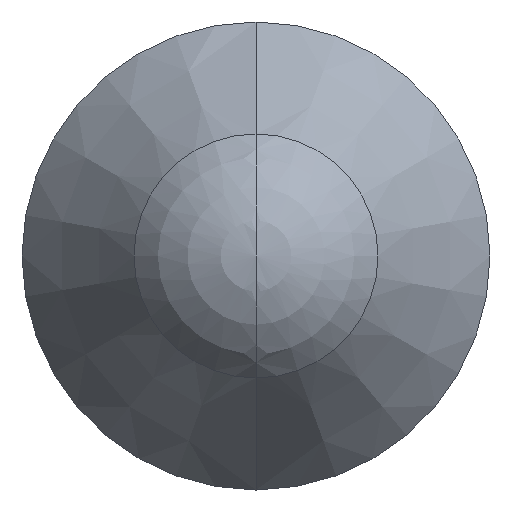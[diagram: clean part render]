
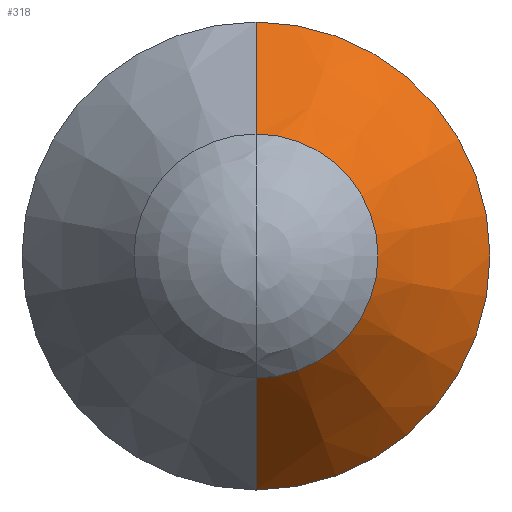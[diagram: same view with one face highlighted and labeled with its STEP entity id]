
A CAD part, left-side view. The second image highlights one B-rep face of the part: STEP entity #318.
In plain terms, the highlighted conical face has half-angle 35 degrees and reference radius 0.837 mm.
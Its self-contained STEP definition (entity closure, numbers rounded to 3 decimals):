
#234=VERTEX_POINT('',#577);
#284=EDGE_CURVE('',#406,#464,#633,.T.);
#296=EDGE_CURVE('',#464,#234,#645,.T.);
#318=ADVANCED_FACE('',(#671),#672,.T.);
#382=VERTEX_POINT('',#740);
#406=VERTEX_POINT('',#770);
#412=EDGE_CURVE('',#234,#382,#776,.T.);
#442=EDGE_CURVE('',#406,#382,#809,.T.);
#464=VERTEX_POINT('',#833);
#577=CARTESIAN_POINT('',(1.051,0.,-1.1));
#633=LINE('',#1023,#1024);
#645=CIRCLE('',#1041,1.1);
#671=FACE_OUTER_BOUND('',#1073,.T.);
#672=CONICAL_SURFACE('',#1074,0.837,0.611);
#740=CARTESIAN_POINT('',(0.298,0.,-0.573));
#770=CARTESIAN_POINT('',(0.298,0.,0.573));
#776=LINE('',#1198,#1199);
#809=CIRCLE('',#1240,0.573);
#833=CARTESIAN_POINT('',(1.051,0.,1.1));
#1023=CARTESIAN_POINT('',(0.675,0.,0.837));
#1024=VECTOR('',#1458,1.0);
#1041=AXIS2_PLACEMENT_3D('',#1471,#1472,#1473);
#1073=EDGE_LOOP('',(#1524,#1525,#1526,#1527));
#1074=AXIS2_PLACEMENT_3D('',#1528,#1529,#1530);
#1198=CARTESIAN_POINT('',(0.675,0.,-0.837));
#1199=VECTOR('',#1661,1.0);
#1240=AXIS2_PLACEMENT_3D('',#1707,#1708,#1709);
#1458=DIRECTION('',(0.819,0.,0.574));
#1471=CARTESIAN_POINT('',(1.051,0.,0.));
#1472=DIRECTION('',(1.0,0.,0.));
#1473=DIRECTION('',(0.,0.,1.0));
#1524=ORIENTED_EDGE('',*,*,#284,.F.);
#1525=ORIENTED_EDGE('',*,*,#442,.T.);
#1526=ORIENTED_EDGE('',*,*,#412,.F.);
#1527=ORIENTED_EDGE('',*,*,#296,.F.);
#1528=CARTESIAN_POINT('',(0.675,0.,0.));
#1529=DIRECTION('',(1.0,0.,0.));
#1530=DIRECTION('',(0.,0.,1.0));
#1661=DIRECTION('',(-0.819,0.,0.574));
#1707=CARTESIAN_POINT('',(0.298,0.,0.));
#1708=DIRECTION('',(1.0,0.,0.));
#1709=DIRECTION('',(0.,0.,1.0));
